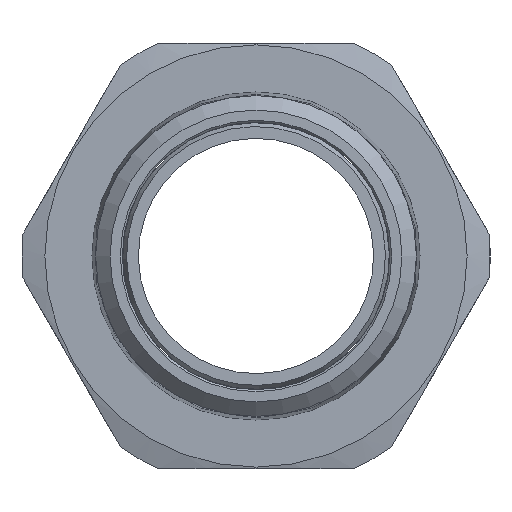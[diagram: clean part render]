
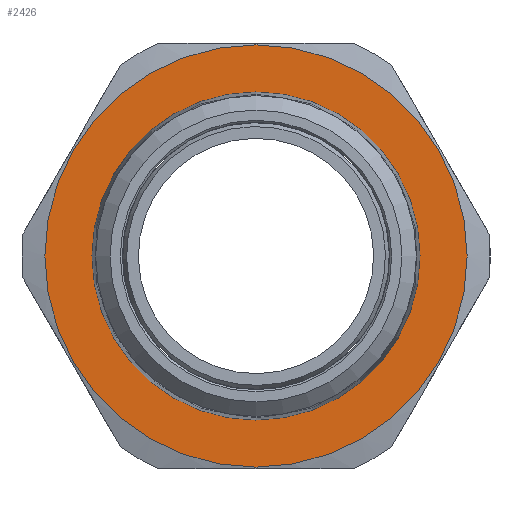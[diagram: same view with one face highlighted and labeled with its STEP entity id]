
A CAD part, left-side view. The second image highlights one B-rep face of the part: STEP entity #2426.
In plain terms, the highlighted planar face has unit normal (-1, 0, 0).
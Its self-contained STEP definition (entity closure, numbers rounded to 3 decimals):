
#60 = AXIS2_PLACEMENT_3D ( 'NONE', #1634, #413, #437 ) ;
#223 = VERTEX_POINT ( 'NONE', #491 ) ;
#413 = DIRECTION ( 'NONE',  ( 1., 0., 0. ) ) ;
#437 = DIRECTION ( 'NONE',  ( 0., 0., -1. ) ) ;
#491 = CARTESIAN_POINT ( 'NONE',  ( 24.5, 0., -27.283 ) ) ;
#572 = DIRECTION ( 'NONE',  ( 1., 0., 0. ) ) ;
#588 = EDGE_CURVE ( 'NONE', #223, #223, #2619, .T. ) ;
#774 = DIRECTION ( 'NONE',  ( 0., 0., 1. ) ) ;
#781 = DIRECTION ( 'NONE',  ( 0., 0., -1. ) ) ;
#825 = AXIS2_PLACEMENT_3D ( 'NONE', #1784, #1182, #774 ) ;
#970 = CIRCLE ( 'NONE', #825, 21.2 ) ;
#1047 = PLANE ( 'NONE',  #60 ) ;
#1053 = AXIS2_PLACEMENT_3D ( 'NONE', #1602, #572, #781 ) ;
#1182 = DIRECTION ( 'NONE',  ( -1., 0., 0. ) ) ;
#1433 = FACE_OUTER_BOUND ( 'NONE', #2009, .T. ) ;
#1492 = VERTEX_POINT ( 'NONE', #2332 ) ;
#1543 = EDGE_CURVE ( 'NONE', #1492, #1492, #970, .T. ) ;
#1602 = CARTESIAN_POINT ( 'NONE',  ( 24.5, 0., 0. ) ) ;
#1617 = ORIENTED_EDGE ( 'NONE', *, *, #588, .F. ) ;
#1634 = CARTESIAN_POINT ( 'NONE',  ( 24.5, 21.2, 0. ) ) ;
#1784 = CARTESIAN_POINT ( 'NONE',  ( 24.5, 0., 0. ) ) ;
#2009 = EDGE_LOOP ( 'NONE', ( #1617 ) ) ;
#2332 = CARTESIAN_POINT ( 'NONE',  ( 24.5, 0., 21.2 ) ) ;
#2426 = ADVANCED_FACE ( 'NONE', ( #2514, #1433 ), #1047, .F. ) ;
#2469 = ORIENTED_EDGE ( 'NONE', *, *, #1543, .F. ) ;
#2493 = EDGE_LOOP ( 'NONE', ( #2469 ) ) ;
#2514 = FACE_BOUND ( 'NONE', #2493, .T. ) ;
#2619 = CIRCLE ( 'NONE', #1053, 27.283 ) ;
